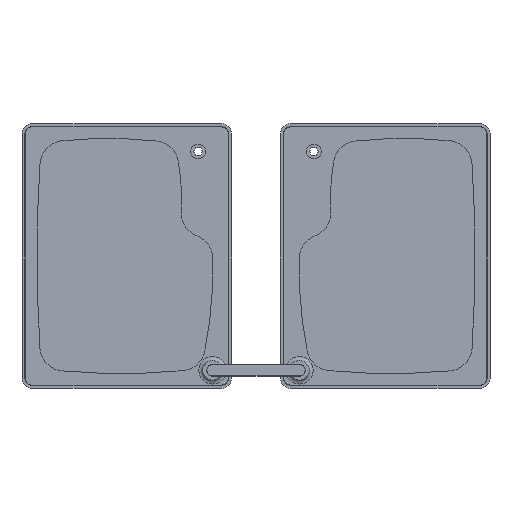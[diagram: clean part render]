
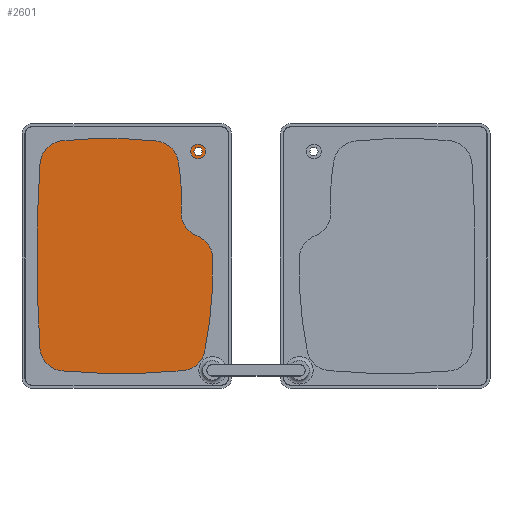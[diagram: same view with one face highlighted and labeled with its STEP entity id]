
A CAD part, top view. The second image highlights one B-rep face of the part: STEP entity #2601.
In plain terms, the highlighted planar face has unit normal (0, 0, 1).
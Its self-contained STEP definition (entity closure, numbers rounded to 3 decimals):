
#51=FACE_BOUND('',#966,.T.);
#121=PLANE('',#2888);
#309=LINE('',#4306,#549);
#312=LINE('',#4312,#552);
#315=LINE('',#4318,#555);
#318=LINE('',#4324,#558);
#321=LINE('',#4330,#561);
#324=LINE('',#4334,#564);
#328=LINE('',#4348,#568);
#332=LINE('',#4360,#572);
#336=LINE('',#4372,#576);
#340=LINE('',#4382,#580);
#549=VECTOR('',#3547,10.);
#552=VECTOR('',#3552,10.);
#555=VECTOR('',#3557,10.);
#558=VECTOR('',#3562,10.);
#561=VECTOR('',#3567,10.);
#564=VECTOR('',#3572,10.);
#568=VECTOR('',#3584,10.);
#572=VECTOR('',#3596,10.);
#576=VECTOR('',#3608,10.);
#580=VECTOR('',#3620,10.);
#803=FACE_OUTER_BOUND('',#965,.T.);
#965=EDGE_LOOP('',(#2361,#2362,#2363,#2364,#2365,#2366,#2367,#2368));
#966=EDGE_LOOP('',(#2369,#2370,#2371,#2372,#2373,#2374));
#1102=CIRCLE('',#2874,7.);
#1104=CIRCLE('',#2878,7.);
#1106=CIRCLE('',#2882,7.);
#1108=CIRCLE('',#2886,7.);
#1309=VERTEX_POINT('',#4303);
#1310=VERTEX_POINT('',#4305);
#1312=VERTEX_POINT('',#4311);
#1314=VERTEX_POINT('',#4317);
#1316=VERTEX_POINT('',#4323);
#1318=VERTEX_POINT('',#4329);
#1321=VERTEX_POINT('',#4339);
#1322=VERTEX_POINT('',#4341);
#1324=VERTEX_POINT('',#4347);
#1326=VERTEX_POINT('',#4353);
#1328=VERTEX_POINT('',#4359);
#1330=VERTEX_POINT('',#4365);
#1332=VERTEX_POINT('',#4371);
#1334=VERTEX_POINT('',#4377);
#1651=EDGE_CURVE('',#1310,#1309,#309,.T.);
#1654=EDGE_CURVE('',#1312,#1310,#312,.T.);
#1657=EDGE_CURVE('',#1314,#1312,#315,.T.);
#1660=EDGE_CURVE('',#1316,#1314,#318,.T.);
#1663=EDGE_CURVE('',#1318,#1316,#321,.T.);
#1666=EDGE_CURVE('',#1309,#1318,#324,.T.);
#1669=EDGE_CURVE('',#1322,#1321,#1102,.T.);
#1672=EDGE_CURVE('',#1324,#1322,#328,.T.);
#1675=EDGE_CURVE('',#1326,#1324,#1104,.T.);
#1678=EDGE_CURVE('',#1328,#1326,#332,.T.);
#1681=EDGE_CURVE('',#1330,#1328,#1106,.T.);
#1684=EDGE_CURVE('',#1332,#1330,#336,.T.);
#1687=EDGE_CURVE('',#1334,#1332,#1108,.T.);
#1690=EDGE_CURVE('',#1321,#1334,#340,.T.);
#2361=ORIENTED_EDGE('',*,*,#1690,.T.);
#2362=ORIENTED_EDGE('',*,*,#1687,.T.);
#2363=ORIENTED_EDGE('',*,*,#1684,.T.);
#2364=ORIENTED_EDGE('',*,*,#1681,.T.);
#2365=ORIENTED_EDGE('',*,*,#1678,.T.);
#2366=ORIENTED_EDGE('',*,*,#1675,.T.);
#2367=ORIENTED_EDGE('',*,*,#1672,.T.);
#2368=ORIENTED_EDGE('',*,*,#1669,.T.);
#2369=ORIENTED_EDGE('',*,*,#1666,.T.);
#2370=ORIENTED_EDGE('',*,*,#1663,.T.);
#2371=ORIENTED_EDGE('',*,*,#1660,.T.);
#2372=ORIENTED_EDGE('',*,*,#1657,.T.);
#2373=ORIENTED_EDGE('',*,*,#1654,.T.);
#2374=ORIENTED_EDGE('',*,*,#1651,.T.);
#2601=ADVANCED_FACE('',(#803,#51),#121,.T.);
#2874=AXIS2_PLACEMENT_3D('',#4342,#3578,#3579);
#2878=AXIS2_PLACEMENT_3D('',#4354,#3590,#3591);
#2882=AXIS2_PLACEMENT_3D('',#4366,#3602,#3603);
#2886=AXIS2_PLACEMENT_3D('',#4378,#3614,#3615);
#2888=AXIS2_PLACEMENT_3D('',#4383,#3621,#3622);
#3547=DIRECTION('',(-0.5,0.866,0.));
#3552=DIRECTION('',(-1.,0.,0.));
#3557=DIRECTION('',(-0.5,-0.866,0.));
#3562=DIRECTION('',(0.5,-0.866,0.));
#3567=DIRECTION('',(1.,0.,0.));
#3572=DIRECTION('',(0.5,0.866,0.));
#3578=DIRECTION('center_axis',(0.,0.,1.));
#3579=DIRECTION('ref_axis',(0.,1.,0.));
#3584=DIRECTION('',(-1.,0.,0.));
#3590=DIRECTION('center_axis',(0.,0.,1.));
#3591=DIRECTION('ref_axis',(1.,0.,0.));
#3596=DIRECTION('',(0.,1.,0.));
#3602=DIRECTION('center_axis',(0.,0.,1.));
#3603=DIRECTION('ref_axis',(0.,-1.,0.));
#3608=DIRECTION('',(1.,0.,0.));
#3614=DIRECTION('center_axis',(0.,0.,1.));
#3615=DIRECTION('ref_axis',(-1.,0.,0.));
#3620=DIRECTION('',(0.,-1.,0.));
#3621=DIRECTION('center_axis',(0.,0.,1.));
#3622=DIRECTION('ref_axis',(1.,0.,0.));
#4303=CARTESIAN_POINT('',(-63.619,-33.3,3.));
#4305=CARTESIAN_POINT('',(-61.309,-37.3,3.));
#4306=CARTESIAN_POINT('',(-47.898,-60.528,3.));
#4311=CARTESIAN_POINT('',(-56.691,-37.3,3.));
#4312=CARTESIAN_POINT('',(-94.297,-37.3,3.));
#4317=CARTESIAN_POINT('',(-54.381,-33.3,3.));
#4318=CARTESIAN_POINT('',(-87.173,-90.097,3.));
#4323=CARTESIAN_POINT('',(-56.691,-29.3,3.));
#4324=CARTESIAN_POINT('',(-42.125,-54.528,3.));
#4329=CARTESIAN_POINT('',(-61.309,-29.3,3.));
#4330=CARTESIAN_POINT('',(-96.607,-29.3,3.));
#4334=CARTESIAN_POINT('',(-95.256,-88.097,3.));
#4339=CARTESIAN_POINT('',(-235.807,-15.,3.));
#4341=CARTESIAN_POINT('',(-228.807,-8.,3.));
#4342=CARTESIAN_POINT('Origin',(-228.807,-15.,3.));
#4347=CARTESIAN_POINT('',(-35.,-8.,3.));
#4348=CARTESIAN_POINT('',(-180.356,-8.,3.));
#4353=CARTESIAN_POINT('',(-28.,-15.,3.));
#4354=CARTESIAN_POINT('Origin',(-35.,-15.,3.));
#4359=CARTESIAN_POINT('',(-28.,-265.,3.));
#4360=CARTESIAN_POINT('',(-28.,-77.5,3.));
#4365=CARTESIAN_POINT('',(-35.,-272.,3.));
#4366=CARTESIAN_POINT('Origin',(-35.,-265.,3.));
#4371=CARTESIAN_POINT('',(-228.807,-272.,3.));
#4372=CARTESIAN_POINT('',(-83.452,-272.,3.));
#4377=CARTESIAN_POINT('',(-235.807,-265.,3.));
#4378=CARTESIAN_POINT('Origin',(-228.807,-265.,3.));
#4382=CARTESIAN_POINT('',(-235.807,-202.5,3.));
#4383=CARTESIAN_POINT('Origin',(-131.904,-140.,3.));
